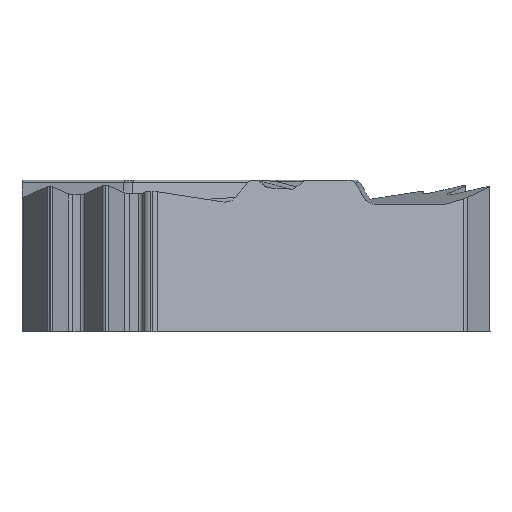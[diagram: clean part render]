
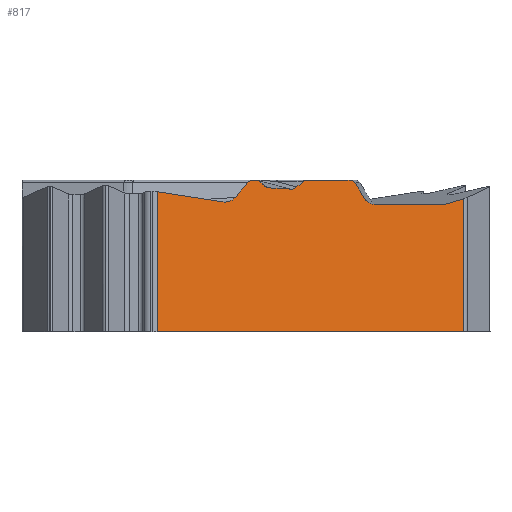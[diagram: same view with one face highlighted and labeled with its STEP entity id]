
A CAD part, front view. The second image highlights one B-rep face of the part: STEP entity #817.
In plain terms, the highlighted planar face has unit normal (0.5, -0.866, 0).
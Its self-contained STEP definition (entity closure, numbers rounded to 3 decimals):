
#71=PLANE('',#2772);
#138=FACE_OUTER_BOUND('',#1038,.T.);
#278=ELLIPSE('',#2765,0.317,0.3);
#279=ELLIPSE('',#2766,0.305,0.25);
#280=ELLIPSE('',#2767,0.178,0.15);
#281=ELLIPSE('',#2768,0.167,0.15);
#282=ELLIPSE('',#2769,0.15,0.15);
#283=ELLIPSE('',#2770,0.212,0.15);
#284=ELLIPSE('',#2771,0.369,0.25);
#391=LINE('',#4552,#622);
#392=LINE('',#4555,#623);
#393=LINE('',#4557,#624);
#394=LINE('',#4561,#625);
#395=LINE('',#4565,#626);
#396=LINE('',#4569,#627);
#397=LINE('',#4573,#628);
#398=LINE('',#4586,#629);
#399=LINE('',#4602,#630);
#400=LINE('',#4606,#631);
#401=LINE('',#4610,#632);
#402=LINE('',#4614,#633);
#403=LINE('',#4616,#634);
#622=VECTOR('',#3168,1.);
#623=VECTOR('',#3169,1.);
#624=VECTOR('',#3170,1.);
#625=VECTOR('',#3173,1.);
#626=VECTOR('',#3176,1.);
#627=VECTOR('',#3179,1.);
#628=VECTOR('',#3182,1.);
#629=VECTOR('',#3183,1.);
#630=VECTOR('',#3184,1.);
#631=VECTOR('',#3187,1.);
#632=VECTOR('',#3190,1.);
#633=VECTOR('',#3193,1.);
#634=VECTOR('',#3194,1.);
#817=ADVANCED_FACE('',(#138),#71,.F.);
#1038=EDGE_LOOP('',(#1293,#1294,#1295,#1296,#1297,#1298,#1299,#1300,#1301,
#1302,#1303,#1304,#1305,#1306,#1307,#1308,#1309,#1310,#1311,#1312,#1313,
#1314));
#1293=ORIENTED_EDGE('',*,*,#2300,.F.);
#1294=ORIENTED_EDGE('',*,*,#2301,.T.);
#1295=ORIENTED_EDGE('',*,*,#2302,.T.);
#1296=ORIENTED_EDGE('',*,*,#2303,.T.);
#1297=ORIENTED_EDGE('',*,*,#2304,.F.);
#1298=ORIENTED_EDGE('',*,*,#2305,.T.);
#1299=ORIENTED_EDGE('',*,*,#2306,.T.);
#1300=ORIENTED_EDGE('',*,*,#2307,.F.);
#1301=ORIENTED_EDGE('',*,*,#2308,.F.);
#1302=ORIENTED_EDGE('',*,*,#2309,.F.);
#1303=ORIENTED_EDGE('',*,*,#2310,.T.);
#1304=ORIENTED_EDGE('',*,*,#2311,.T.);
#1305=ORIENTED_EDGE('',*,*,#2312,.T.);
#1306=ORIENTED_EDGE('',*,*,#2313,.T.);
#1307=ORIENTED_EDGE('',*,*,#2314,.T.);
#1308=ORIENTED_EDGE('',*,*,#2315,.F.);
#1309=ORIENTED_EDGE('',*,*,#2316,.F.);
#1310=ORIENTED_EDGE('',*,*,#2317,.F.);
#1311=ORIENTED_EDGE('',*,*,#2318,.T.);
#1312=ORIENTED_EDGE('',*,*,#2319,.T.);
#1313=ORIENTED_EDGE('',*,*,#2320,.T.);
#1314=ORIENTED_EDGE('',*,*,#2321,.T.);
#2027=VERTEX_POINT('',#4553);
#2028=VERTEX_POINT('',#4554);
#2029=VERTEX_POINT('',#4556);
#2030=VERTEX_POINT('',#4558);
#2031=VERTEX_POINT('',#4560);
#2032=VERTEX_POINT('',#4562);
#2033=VERTEX_POINT('',#4564);
#2034=VERTEX_POINT('',#4566);
#2035=VERTEX_POINT('',#4568);
#2036=VERTEX_POINT('',#4570);
#2037=VERTEX_POINT('',#4572);
#2038=VERTEX_POINT('',#4574);
#2039=VERTEX_POINT('',#4585);
#2040=VERTEX_POINT('',#4587);
#2041=VERTEX_POINT('',#4601);
#2042=VERTEX_POINT('',#4603);
#2043=VERTEX_POINT('',#4605);
#2044=VERTEX_POINT('',#4607);
#2045=VERTEX_POINT('',#4609);
#2046=VERTEX_POINT('',#4611);
#2047=VERTEX_POINT('',#4613);
#2048=VERTEX_POINT('',#4615);
#2300=EDGE_CURVE('',#2027,#2028,#391,.T.);
#2301=EDGE_CURVE('',#2027,#2029,#392,.T.);
#2302=EDGE_CURVE('',#2029,#2030,#393,.T.);
#2303=EDGE_CURVE('',#2030,#2031,#278,.T.);
#2304=EDGE_CURVE('',#2032,#2031,#394,.T.);
#2305=EDGE_CURVE('',#2032,#2033,#279,.T.);
#2306=EDGE_CURVE('',#2033,#2034,#395,.T.);
#2307=EDGE_CURVE('',#2035,#2034,#280,.T.);
#2308=EDGE_CURVE('',#2036,#2035,#396,.T.);
#2309=EDGE_CURVE('',#2037,#2036,#281,.T.);
#2310=EDGE_CURVE('',#2037,#2038,#397,.T.);
#2311=EDGE_CURVE('',#2038,#2039,#2667,.T.);
#2312=EDGE_CURVE('',#2039,#2040,#398,.T.);
#2313=EDGE_CURVE('',#2040,#2041,#2668,.T.);
#2314=EDGE_CURVE('',#2041,#2042,#399,.T.);
#2315=EDGE_CURVE('',#2043,#2042,#282,.T.);
#2316=EDGE_CURVE('',#2044,#2043,#400,.T.);
#2317=EDGE_CURVE('',#2045,#2044,#283,.T.);
#2318=EDGE_CURVE('',#2045,#2046,#401,.T.);
#2319=EDGE_CURVE('',#2046,#2047,#284,.T.);
#2320=EDGE_CURVE('',#2047,#2048,#402,.T.);
#2321=EDGE_CURVE('',#2048,#2028,#403,.T.);
#2667=B_SPLINE_CURVE_WITH_KNOTS('',3,(#4575,#4576,#4577,#4578,#4579,#4580,
#4581,#4582,#4583,#4584),.UNSPECIFIED.,.F.,.F.,(4,3,3,4),(0.,0.474,
0.706,1.),.UNSPECIFIED.);
#2668=B_SPLINE_CURVE_WITH_KNOTS('',3,(#4588,#4589,#4590,#4591,#4592,#4593,
#4594,#4595,#4596,#4597,#4598,#4599,#4600),.UNSPECIFIED.,.F.,.F.,(4,3,3,
3,4),(0.,0.25,0.499,0.746,1.),
 .UNSPECIFIED.);
#2765=AXIS2_PLACEMENT_3D('',#4559,#3171,#3172);
#2766=AXIS2_PLACEMENT_3D('',#4563,#3174,#3175);
#2767=AXIS2_PLACEMENT_3D('',#4567,#3177,#3178);
#2768=AXIS2_PLACEMENT_3D('',#4571,#3180,#3181);
#2769=AXIS2_PLACEMENT_3D('',#4604,#3185,#3186);
#2770=AXIS2_PLACEMENT_3D('',#4608,#3188,#3189);
#2771=AXIS2_PLACEMENT_3D('',#4612,#3191,#3192);
#2772=AXIS2_PLACEMENT_3D('',#4617,#3195,#3196);
#3168=DIRECTION('',(-0.866,-0.5,0.));
#3169=DIRECTION('',(0.,0.,1.));
#3170=DIRECTION('',(-0.837,-0.483,-0.259));
#3171=DIRECTION('',(-0.5,0.866,0.));
#3172=DIRECTION('',(-0.837,-0.483,-0.259));
#3173=DIRECTION('',(0.866,0.5,0.));
#3174=DIRECTION('',(-0.5,0.866,0.));
#3175=DIRECTION('',(-0.859,-0.496,0.125));
#3176=DIRECTION('',(-0.502,-0.29,0.815));
#3177=DIRECTION('',(-0.5,0.866,0.));
#3178=DIRECTION('',(0.866,0.5,0.));
#3179=DIRECTION('',(0.866,0.5,0.));
#3180=DIRECTION('',(-0.5,0.866,0.));
#3181=DIRECTION('',(-0.866,-0.5,0.));
#3182=DIRECTION('',(-0.687,-0.397,-0.608));
#3183=DIRECTION('',(-0.865,-0.499,0.049));
#3184=DIRECTION('',(-0.656,-0.378,0.653));
#3185=DIRECTION('',(-0.5,0.866,0.));
#3186=DIRECTION('',(0.866,0.5,0.));
#3187=DIRECTION('',(0.866,0.5,0.));
#3188=DIRECTION('',(-0.5,0.866,0.));
#3189=DIRECTION('',(0.866,0.5,0.));
#3190=DIRECTION('',(-0.604,-0.348,-0.717));
#3191=DIRECTION('',(-0.5,0.866,0.));
#3192=DIRECTION('',(0.863,0.498,0.08));
#3193=DIRECTION('',(-0.858,-0.496,0.133));
#3194=DIRECTION('',(0.,0.,-1.));
#3195=DIRECTION('',(-0.5,0.866,0.));
#3196=DIRECTION('',(-0.866,-0.5,0.));
#4552=CARTESIAN_POINT('',(8.733,-0.457,-3.97));
#4553=CARTESIAN_POINT('',(7.104,-1.398,-3.97));
#4554=CARTESIAN_POINT('',(-1.133,-6.153,-3.97));
#4555=CARTESIAN_POINT('',(7.104,-1.398,3.11));
#4556=CARTESIAN_POINT('',(7.104,-1.398,-0.391));
#4557=CARTESIAN_POINT('',(-3.151,-7.318,-3.564));
#4558=CARTESIAN_POINT('',(6.659,-1.655,-0.529));
#4559=CARTESIAN_POINT('',(6.591,-1.694,-0.239));
#4560=CARTESIAN_POINT('',(6.584,-1.698,-0.54));
#4561=CARTESIAN_POINT('',(-3.971,-7.792,-0.54));
#4562=CARTESIAN_POINT('',(4.697,-2.788,-0.54));
#4563=CARTESIAN_POINT('',(4.683,-2.795,-0.289));
#4564=CARTESIAN_POINT('',(4.458,-2.926,-0.408));
#4565=CARTESIAN_POINT('',(1.47,-4.65,4.44));
#4566=CARTESIAN_POINT('',(4.183,-3.084,0.037));
#4567=CARTESIAN_POINT('',(4.052,-3.16,-0.04));
#4568=CARTESIAN_POINT('',(4.052,-3.16,0.11));
#4569=CARTESIAN_POINT('',(-3.971,-7.792,0.11));
#4570=CARTESIAN_POINT('',(2.884,-3.834,0.11));
#4571=CARTESIAN_POINT('',(2.884,-3.834,-0.04));
#4572=CARTESIAN_POINT('',(2.79,-3.888,0.074));
#4573=CARTESIAN_POINT('',(-1.514,-6.373,-3.733));
#4574=CARTESIAN_POINT('',(2.626,-3.983,-0.071));
#4575=CARTESIAN_POINT('',(2.626,-3.983,-0.071));
#4576=CARTESIAN_POINT('',(2.603,-3.996,-0.091));
#4577=CARTESIAN_POINT('',(2.577,-4.011,-0.107));
#4578=CARTESIAN_POINT('',(2.55,-4.027,-0.117));
#4579=CARTESIAN_POINT('',(2.536,-4.035,-0.122));
#4580=CARTESIAN_POINT('',(2.522,-4.043,-0.126));
#4581=CARTESIAN_POINT('',(2.508,-4.051,-0.128));
#4582=CARTESIAN_POINT('',(2.49,-4.061,-0.132));
#4583=CARTESIAN_POINT('',(2.472,-4.072,-0.133));
#4584=CARTESIAN_POINT('',(2.454,-4.082,-0.132));
#4585=CARTESIAN_POINT('',(2.454,-4.082,-0.132));
#4586=CARTESIAN_POINT('',(8.714,-0.468,-0.483));
#4587=CARTESIAN_POINT('',(1.894,-4.406,-0.1));
#4588=CARTESIAN_POINT('',(1.894,-4.406,-0.1));
#4589=CARTESIAN_POINT('',(1.878,-4.415,-0.099));
#4590=CARTESIAN_POINT('',(1.863,-4.424,-0.097));
#4591=CARTESIAN_POINT('',(1.847,-4.433,-0.093));
#4592=CARTESIAN_POINT('',(1.832,-4.442,-0.089));
#4593=CARTESIAN_POINT('',(1.817,-4.45,-0.084));
#4594=CARTESIAN_POINT('',(1.802,-4.459,-0.077));
#4595=CARTESIAN_POINT('',(1.788,-4.467,-0.07));
#4596=CARTESIAN_POINT('',(1.774,-4.475,-0.062));
#4597=CARTESIAN_POINT('',(1.761,-4.483,-0.053));
#4598=CARTESIAN_POINT('',(1.747,-4.491,-0.043));
#4599=CARTESIAN_POINT('',(1.734,-4.498,-0.032));
#4600=CARTESIAN_POINT('',(1.722,-4.505,-0.02));
#4601=CARTESIAN_POINT('',(1.722,-4.505,-0.02));
#4602=CARTESIAN_POINT('',(5.744,-2.183,-4.029));
#4603=CARTESIAN_POINT('',(1.628,-4.559,0.074));
#4604=CARTESIAN_POINT('',(1.543,-4.608,-0.04));
#4605=CARTESIAN_POINT('',(1.543,-4.608,0.11));
#4606=CARTESIAN_POINT('',(8.733,-0.457,0.11));
#4607=CARTESIAN_POINT('',(1.458,-4.657,0.11));
#4608=CARTESIAN_POINT('',(1.458,-4.657,-0.04));
#4609=CARTESIAN_POINT('',(1.307,-4.745,0.045));
#4610=CARTESIAN_POINT('',(4.882,-2.68,4.292));
#4611=CARTESIAN_POINT('',(0.968,-4.94,-0.358));
#4612=CARTESIAN_POINT('',(0.705,-5.092,-0.229));
#4613=CARTESIAN_POINT('',(0.624,-5.139,-0.475));
#4614=CARTESIAN_POINT('',(8.54,-0.569,-1.7));
#4615=CARTESIAN_POINT('',(-1.133,-6.153,-0.203));
#4616=CARTESIAN_POINT('',(-1.133,-6.153,-5.47));
#4617=CARTESIAN_POINT('',(8.733,-0.457,-0.03));
